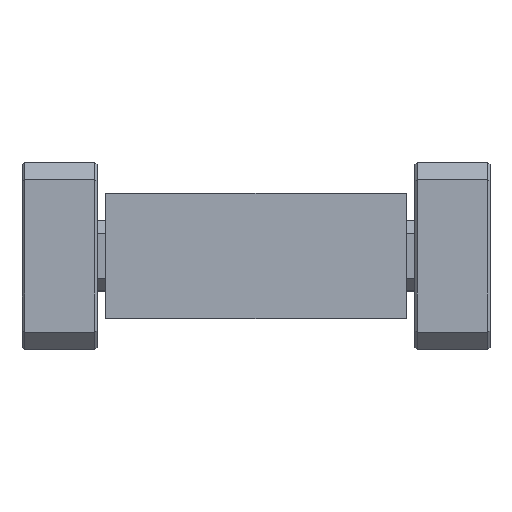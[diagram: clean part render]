
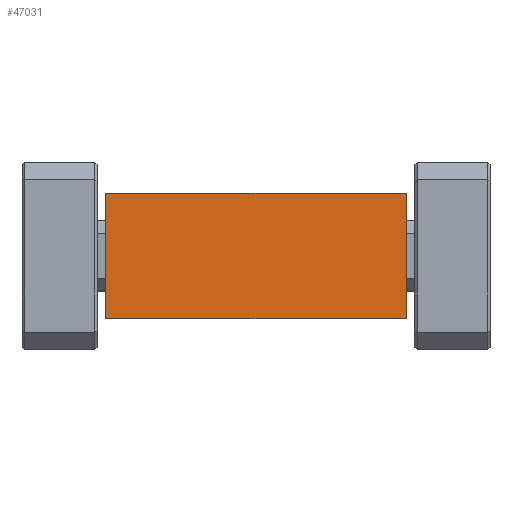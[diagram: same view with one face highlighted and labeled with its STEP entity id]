
A CAD part, top view. The second image highlights one B-rep face of the part: STEP entity #47031.
In plain terms, the highlighted planar face has unit normal (0, 0, 1).
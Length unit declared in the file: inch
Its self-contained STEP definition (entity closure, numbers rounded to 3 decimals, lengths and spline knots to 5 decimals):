
#565 = CARTESIAN_POINT ( 'NONE',  ( -0.6, 0.5, 0.6 ) ) ;
#1205 = DIRECTION ( 'NONE',  ( 0., -1., 0. ) ) ;
#2446 = ORIENTED_EDGE ( 'NONE', *, *, #46193, .T. ) ;
#4354 = ORIENTED_EDGE ( 'NONE', *, *, #25074, .F. ) ;
#5754 = CARTESIAN_POINT ( 'NONE',  ( -0.6, 0.5, 0.6 ) ) ;
#10466 = VERTEX_POINT ( 'NONE', #34602 ) ;
#10984 = VERTEX_POINT ( 'NONE', #50617 ) ;
#13555 = LINE ( 'NONE', #19675, #51558 ) ;
#13980 = CARTESIAN_POINT ( 'NONE',  ( 0.6, 0.5, 0.6 ) ) ;
#14582 = CARTESIAN_POINT ( 'NONE',  ( 0.6, 0.5, 0.6 ) ) ;
#14608 = VECTOR ( 'NONE', #54450, 39.37008 ) ;
#18399 = ORIENTED_EDGE ( 'NONE', *, *, #47671, .F. ) ;
#19675 = CARTESIAN_POINT ( 'NONE',  ( 0.6, 0., 0.6 ) ) ;
#19762 = CARTESIAN_POINT ( 'NONE',  ( 0.6, 0.5, 0.6 ) ) ;
#21271 = VERTEX_POINT ( 'NONE', #5754 ) ;
#25074 = EDGE_CURVE ( 'NONE', #21271, #10466, #55144, .T. ) ;
#28955 = FACE_OUTER_BOUND ( 'NONE', #62092, .T. ) ;
#29327 = LINE ( 'NONE', #565, #50730 ) ;
#30066 = DIRECTION ( 'NONE',  ( 1., 0., 0. ) ) ;
#31951 = AXIS2_PLACEMENT_3D ( 'NONE', #19762, #55382, #54963 ) ;
#33276 = PLANE ( 'NONE',  #31951 ) ;
#34602 = CARTESIAN_POINT ( 'NONE',  ( 0.6, 0.5, 0.6 ) ) ;
#37568 = CARTESIAN_POINT ( 'NONE',  ( -0.6, 0., 0.6 ) ) ;
#40987 = EDGE_CURVE ( 'NONE', #21271, #42068, #29327, .T. ) ;
#42068 = VERTEX_POINT ( 'NONE', #37568 ) ;
#43583 = ORIENTED_EDGE ( 'NONE', *, *, #40987, .T. ) ;
#45549 = DIRECTION ( 'NONE',  ( 1., 0., 0. ) ) ;
#46193 = EDGE_CURVE ( 'NONE', #42068, #10984, #13555, .T. ) ;
#47031 = ADVANCED_FACE ( 'NONE', ( #28955 ), #33276, .F. ) ;
#47671 = EDGE_CURVE ( 'NONE', #10466, #10984, #58192, .T. ) ;
#50617 = CARTESIAN_POINT ( 'NONE',  ( 0.6, 0., 0.6 ) ) ;
#50730 = VECTOR ( 'NONE', #1205, 39.37008 ) ;
#51558 = VECTOR ( 'NONE', #30066, 39.37008 ) ;
#51974 = VECTOR ( 'NONE', #45549, 39.37008 ) ;
#54450 = DIRECTION ( 'NONE',  ( 0., -1., 0. ) ) ;
#54963 = DIRECTION ( 'NONE',  ( -1., 0., 0. ) ) ;
#55144 = LINE ( 'NONE', #14582, #51974 ) ;
#55382 = DIRECTION ( 'NONE',  ( 0., 0., -1. ) ) ;
#58192 = LINE ( 'NONE', #13980, #14608 ) ;
#62092 = EDGE_LOOP ( 'NONE', ( #2446, #18399, #4354, #43583 ) ) ;
